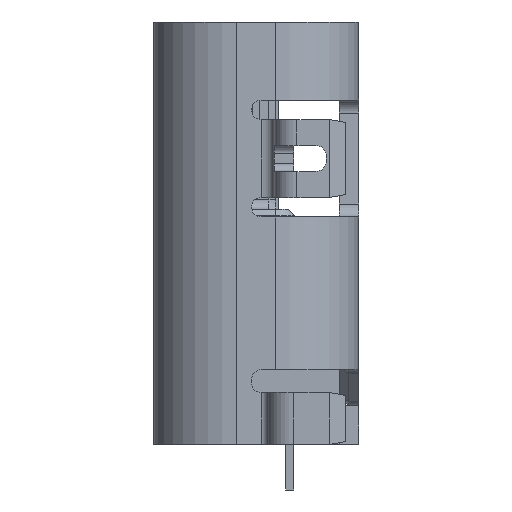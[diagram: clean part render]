
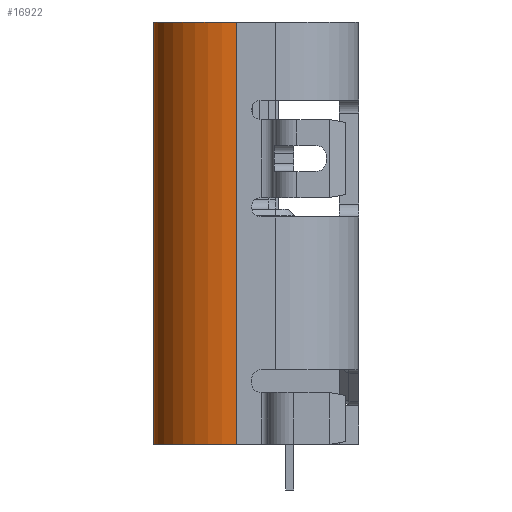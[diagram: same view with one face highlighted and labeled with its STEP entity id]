
A CAD part, left-side view. The second image highlights one B-rep face of the part: STEP entity #16922.
In plain terms, the highlighted cylindrical face has radius 1.28 mm (diameter 2.56 mm), a partial arc.
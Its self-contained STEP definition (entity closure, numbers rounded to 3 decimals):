
#189 = DIRECTION ( 'NONE',  ( 0., 0., 1. ) ) ;
#1817 = FACE_OUTER_BOUND ( 'NONE', #5815, .T. ) ;
#2200 = VERTEX_POINT ( 'NONE', #18239 ) ;
#2312 = ORIENTED_EDGE ( 'NONE', *, *, #20256, .F. ) ;
#2363 = CARTESIAN_POINT ( 'NONE',  ( -3.19, 2.16, -4.6 ) ) ;
#3429 = EDGE_CURVE ( 'NONE', #5125, #20974, #14858, .T. ) ;
#4839 = VERTEX_POINT ( 'NONE', #8157 ) ;
#5125 = VERTEX_POINT ( 'NONE', #19302 ) ;
#5815 = EDGE_LOOP ( 'NONE', ( #2312, #19250, #9729, #17431 ) ) ;
#6209 = CARTESIAN_POINT ( 'NONE',  ( -3.19, 0.88, -4.6 ) ) ;
#7100 = VECTOR ( 'NONE', #9598, 1000. ) ;
#7348 = CARTESIAN_POINT ( 'NONE',  ( -3.19, 0.88, 1.9 ) ) ;
#7760 = CARTESIAN_POINT ( 'NONE',  ( -4.47, 0.88, -4.6 ) ) ;
#8157 = CARTESIAN_POINT ( 'NONE',  ( -3.19, 2.16, 1.9 ) ) ;
#8346 = EDGE_CURVE ( 'NONE', #2200, #5125, #10207, .T. ) ;
#9282 = EDGE_CURVE ( 'NONE', #2200, #4839, #20929, .T. ) ;
#9598 = DIRECTION ( 'NONE',  ( 0., 0., 1. ) ) ;
#9729 = ORIENTED_EDGE ( 'NONE', *, *, #8346, .T. ) ;
#10207 = CIRCLE ( 'NONE', #11211, 1.28 ) ;
#10451 = AXIS2_PLACEMENT_3D ( 'NONE', #7348, #189, #12772 ) ;
#11211 = AXIS2_PLACEMENT_3D ( 'NONE', #6209, #15248, #17172 ) ;
#11755 = DIRECTION ( 'NONE',  ( 1., 0., 0. ) ) ;
#12038 = CIRCLE ( 'NONE', #10451, 1.28 ) ;
#12772 = DIRECTION ( 'NONE',  ( -1., 0., 0. ) ) ;
#14858 = LINE ( 'NONE', #7760, #23273 ) ;
#15248 = DIRECTION ( 'NONE',  ( 0., 0., 1. ) ) ;
#15389 = CARTESIAN_POINT ( 'NONE',  ( -3.19, 0.88, -4.6 ) ) ;
#16163 = CYLINDRICAL_SURFACE ( 'NONE', #17612, 1.28 ) ;
#16922 = ADVANCED_FACE ( 'NONE', ( #1817 ), #16163, .T. ) ;
#17169 = DIRECTION ( 'NONE',  ( 0., 0., 1. ) ) ;
#17172 = DIRECTION ( 'NONE',  ( -1., 0., 0. ) ) ;
#17431 = ORIENTED_EDGE ( 'NONE', *, *, #3429, .T. ) ;
#17612 = AXIS2_PLACEMENT_3D ( 'NONE', #15389, #17169, #11755 ) ;
#17825 = CARTESIAN_POINT ( 'NONE',  ( -4.47, 0.88, 1.9 ) ) ;
#18239 = CARTESIAN_POINT ( 'NONE',  ( -3.19, 2.16, -4.6 ) ) ;
#18454 = DIRECTION ( 'NONE',  ( 0., 0., 1. ) ) ;
#19250 = ORIENTED_EDGE ( 'NONE', *, *, #9282, .F. ) ;
#19302 = CARTESIAN_POINT ( 'NONE',  ( -4.47, 0.88, -4.6 ) ) ;
#20256 = EDGE_CURVE ( 'NONE', #4839, #20974, #12038, .T. ) ;
#20929 = LINE ( 'NONE', #2363, #7100 ) ;
#20974 = VERTEX_POINT ( 'NONE', #17825 ) ;
#23273 = VECTOR ( 'NONE', #18454, 1000. ) ;
